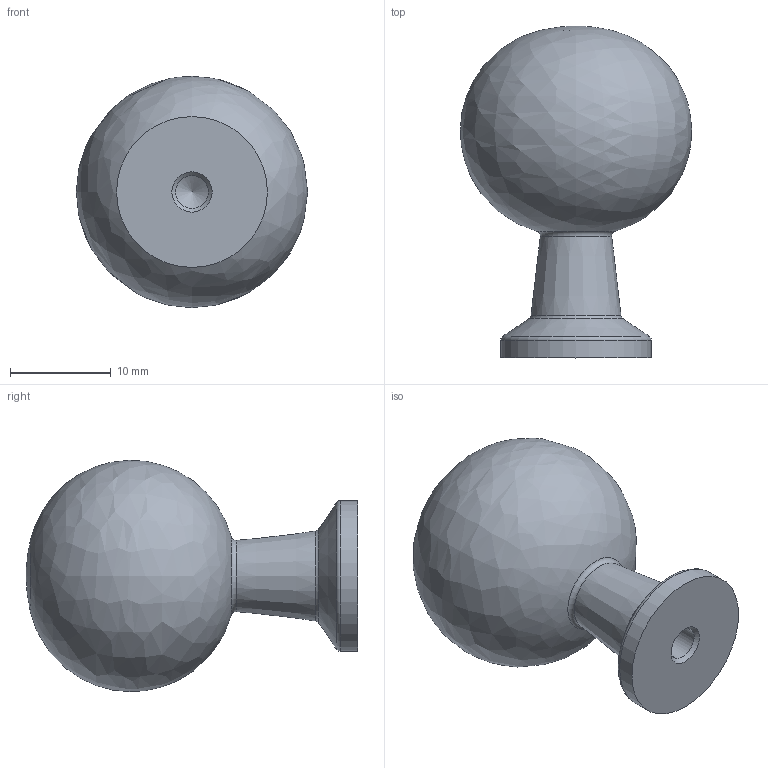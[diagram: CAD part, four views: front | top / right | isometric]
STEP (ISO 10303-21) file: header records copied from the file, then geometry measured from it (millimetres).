
FILE_DESCRIPTION(/* description */ (''),/* implementation_level */ '2;1');
FILE_NAME(/* name */ 'GZ-NORD-1.stp',/* time_stamp */ '2023-08-24T14:43:31+02:00',/* author */ ('tomaszw'),/* organization */ (''),/* preprocessor_version */ 'ST-DEVELOPER v19.2',/* originating_system */ 'Autodesk Inventor 2023',/* authorisation */ '');
FILE_SCHEMA (('AUTOMOTIVE_DESIGN { 1 0 10303 214 3 1 1 }'));
Length unit declared in the file: millimetre
Products named in the file (1): GZ-NORD-1
Bounding box: 23 x 33 x 23 mm (x, y, z)
Volume: 6833.1 mm3; surface area: 2282.9 mm2
Topology: 1 solids, 1 shells, 12 faces, 29 edges, 18 vertices
Faces by surface type: cone 4, torus 3, cylinder 2, bspline 2, plane 1
Full cylindrical faces by diameter (mm): 3.242 x1, 15 x1
Entity records: 457 total; most frequent: CARTESIAN_POINT 128, DIRECTION 70, ORIENTED_EDGE 54, AXIS2_PLACEMENT_3D 32, EDGE_CURVE 27, CIRCLE 21, VERTEX_POINT 18, EDGE_LOOP 13
